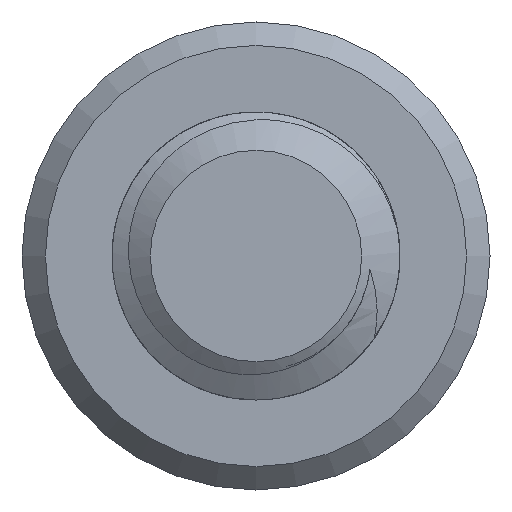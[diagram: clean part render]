
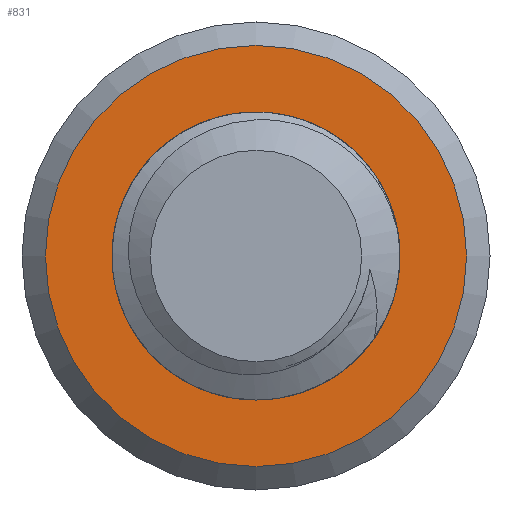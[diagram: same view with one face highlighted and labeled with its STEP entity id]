
A CAD part, left-side view. The second image highlights one B-rep face of the part: STEP entity #831.
In plain terms, the highlighted face is planar.
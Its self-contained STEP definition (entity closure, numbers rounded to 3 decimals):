
#20=FACE_BOUND('',#137,.T.);
#23=PLANE('',#912);
#85=FACE_OUTER_BOUND('',#136,.T.);
#136=EDGE_LOOP('',(#718));
#137=EDGE_LOOP('',(#719,#720,#721,#722,#723,#724));
#150=CIRCLE('',#860,4.);
#151=CIRCLE('',#862,4.);
#153=CIRCLE('',#888,3.188);
#156=CIRCLE('',#892,5.85);
#162=CIRCLE('',#903,3.188);
#225=B_SPLINE_CURVE_WITH_KNOTS('',3,(#3480,#3481,#3482,#3483,#3484,#3485,
#3486,#3487,#3488,#3489,#3490,#3491,#3492,#3493,#3494,#3495,#3496,#3497,
#3498,#3499),.UNSPECIFIED.,.F.,.F.,(4,2,2,2,2,2,2,2,2,4),(0.,0.043,
0.089,0.179,0.313,0.44,
0.531,0.613,0.653,0.698),
 .UNSPECIFIED.);
#226=B_SPLINE_CURVE_WITH_KNOTS('',3,(#3862,#3863,#3864,#3865,#3866,#3867,
#3868,#3869,#3870,#3871,#3872,#3873,#3874,#3875,#3876,#3877,#3878,#3879),
 .UNSPECIFIED.,.F.,.F.,(4,2,2,2,2,2,2,2,4),(0.,0.119,0.21,
0.305,0.383,0.445,0.484,
0.504,0.522),.UNSPECIFIED.);
#312=VERTEX_POINT('',#1110);
#313=VERTEX_POINT('',#1112);
#316=VERTEX_POINT('',#1160);
#365=VERTEX_POINT('',#2938);
#367=VERTEX_POINT('',#2941);
#370=VERTEX_POINT('',#3020);
#379=VERTEX_POINT('',#3089);
#392=EDGE_CURVE('',#313,#312,#150,.T.);
#395=EDGE_CURVE('',#312,#316,#151,.T.);
#468=EDGE_CURVE('',#367,#365,#153,.T.);
#474=EDGE_CURVE('',#370,#370,#156,.T.);
#488=EDGE_CURVE('',#365,#379,#162,.T.);
#491=EDGE_CURVE('',#379,#316,#225,.T.);
#492=EDGE_CURVE('',#313,#367,#226,.T.);
#718=ORIENTED_EDGE('',*,*,#474,.T.);
#719=ORIENTED_EDGE('',*,*,#392,.F.);
#720=ORIENTED_EDGE('',*,*,#492,.T.);
#721=ORIENTED_EDGE('',*,*,#468,.T.);
#722=ORIENTED_EDGE('',*,*,#488,.T.);
#723=ORIENTED_EDGE('',*,*,#491,.T.);
#724=ORIENTED_EDGE('',*,*,#395,.F.);
#831=ADVANCED_FACE('',(#85,#20),#23,.F.);
#860=AXIS2_PLACEMENT_3D('',#1117,#933,#934);
#862=AXIS2_PLACEMENT_3D('',#1161,#938,#939);
#888=AXIS2_PLACEMENT_3D('',#2942,#1014,#1015);
#892=AXIS2_PLACEMENT_3D('',#3022,#1023,#1024);
#903=AXIS2_PLACEMENT_3D('',#3094,#1048,#1049);
#912=AXIS2_PLACEMENT_3D('',#3891,#1066,#1067);
#933=DIRECTION('center_axis',(0.,0.,1.));
#934=DIRECTION('ref_axis',(1.,0.,0.));
#938=DIRECTION('center_axis',(0.,0.,1.));
#939=DIRECTION('ref_axis',(1.,0.,0.));
#1014=DIRECTION('center_axis',(0.,0.,-1.));
#1015=DIRECTION('ref_axis',(1.,0.,0.));
#1023=DIRECTION('center_axis',(0.,0.,1.));
#1024=DIRECTION('ref_axis',(-1.,0.,0.));
#1048=DIRECTION('center_axis',(0.,0.,-1.));
#1049=DIRECTION('ref_axis',(1.,0.,0.));
#1066=DIRECTION('center_axis',(0.,0.,-1.));
#1067=DIRECTION('ref_axis',(-1.,0.,0.));
#1110=CARTESIAN_POINT('',(-4.,0.,-16.));
#1112=CARTESIAN_POINT('',(-3.816,1.2,-16.));
#1117=CARTESIAN_POINT('Origin',(0.,0.,-16.));
#1160=CARTESIAN_POINT('',(-3.572,-1.8,-16.));
#1161=CARTESIAN_POINT('Origin',(0.,0.,-16.));
#2938=CARTESIAN_POINT('',(3.188,0.,-16.));
#2941=CARTESIAN_POINT('',(2.847,1.435,-16.));
#2942=CARTESIAN_POINT('Origin',(0.,0.,-16.));
#3020=CARTESIAN_POINT('',(5.85,0.,-16.));
#3022=CARTESIAN_POINT('Origin',(0.,0.,-16.));
#3089=CARTESIAN_POINT('',(3.041,-0.956,-16.));
#3094=CARTESIAN_POINT('Origin',(0.,0.,-16.));
#3480=CARTESIAN_POINT('Ctrl Pts',(3.041,-0.956,-16.));
#3481=CARTESIAN_POINT('Ctrl Pts',(3.013,-1.095,-16.));
#3482=CARTESIAN_POINT('Ctrl Pts',(2.976,-1.232,-16.));
#3483=CARTESIAN_POINT('Ctrl Pts',(2.879,-1.511,-16.));
#3484=CARTESIAN_POINT('Ctrl Pts',(2.818,-1.651,-16.));
#3485=CARTESIAN_POINT('Ctrl Pts',(2.616,-2.041,-16.));
#3486=CARTESIAN_POINT('Ctrl Pts',(2.449,-2.281,-16.));
#3487=CARTESIAN_POINT('Ctrl Pts',(1.965,-2.821,-16.));
#3488=CARTESIAN_POINT('Ctrl Pts',(1.616,-3.086,-16.));
#3489=CARTESIAN_POINT('Ctrl Pts',(0.859,-3.46,-16.));
#3490=CARTESIAN_POINT('Ctrl Pts',(0.462,-3.574,-16.));
#3491=CARTESIAN_POINT('Ctrl Pts',(-0.237,-3.646,
-16.));
#3492=CARTESIAN_POINT('Ctrl Pts',(-0.685,-3.657,
-16.));
#3493=CARTESIAN_POINT('Ctrl Pts',(-1.697,-3.413,-16.));
#3494=CARTESIAN_POINT('Ctrl Pts',(-2.152,-3.203,-16.));
#3495=CARTESIAN_POINT('Ctrl Pts',(-2.749,-2.769,-16.));
#3496=CARTESIAN_POINT('Ctrl Pts',(-2.931,-2.608,-16.));
#3497=CARTESIAN_POINT('Ctrl Pts',(-3.278,-2.235,-16.));
#3498=CARTESIAN_POINT('Ctrl Pts',(-3.436,-2.024,-16.));
#3499=CARTESIAN_POINT('Ctrl Pts',(-3.572,-1.8,-16.));
#3862=CARTESIAN_POINT('Ctrl Pts',(-3.816,1.2,-16.));
#3863=CARTESIAN_POINT('Ctrl Pts',(-3.664,1.568,-16.));
#3864=CARTESIAN_POINT('Ctrl Pts',(-3.414,2.029,-16.));
#3865=CARTESIAN_POINT('Ctrl Pts',(-2.681,2.78,-16.));
#3866=CARTESIAN_POINT('Ctrl Pts',(-2.307,3.045,-16.));
#3867=CARTESIAN_POINT('Ctrl Pts',(-1.467,3.434,-16.));
#3868=CARTESIAN_POINT('Ctrl Pts',(-1.006,3.549,-16.));
#3869=CARTESIAN_POINT('Ctrl Pts',(-0.144,3.597,-16.));
#3870=CARTESIAN_POINT('Ctrl Pts',(0.332,3.564,-16.));
#3871=CARTESIAN_POINT('Ctrl Pts',(1.229,3.246,-16.));
#3872=CARTESIAN_POINT('Ctrl Pts',(1.595,3.033,-16.));
#3873=CARTESIAN_POINT('Ctrl Pts',(2.113,2.585,-16.));
#3874=CARTESIAN_POINT('Ctrl Pts',(2.293,2.388,-16.));
#3875=CARTESIAN_POINT('Ctrl Pts',(2.528,2.06,-16.));
#3876=CARTESIAN_POINT('Ctrl Pts',(2.601,1.943,-16.));
#3877=CARTESIAN_POINT('Ctrl Pts',(2.724,1.719,-16.));
#3878=CARTESIAN_POINT('Ctrl Pts',(2.789,1.587,-16.));
#3879=CARTESIAN_POINT('Ctrl Pts',(2.847,1.435,-16.));
#3891=CARTESIAN_POINT('Origin',(0.,0.,-16.));
